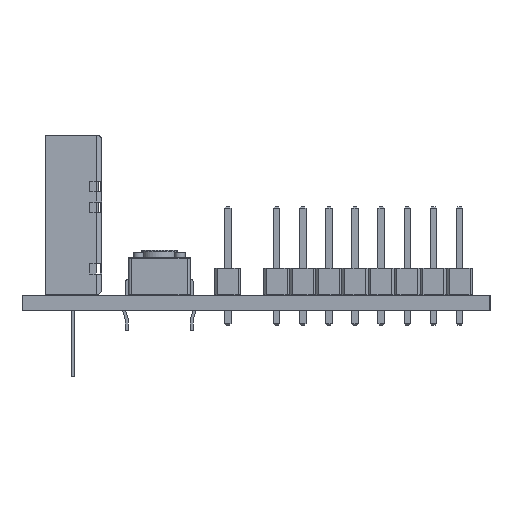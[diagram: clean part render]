
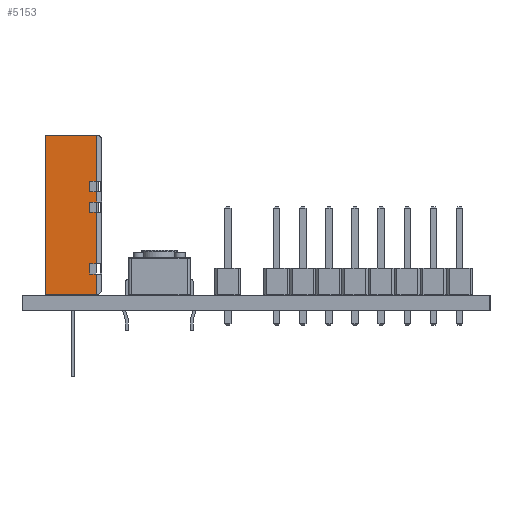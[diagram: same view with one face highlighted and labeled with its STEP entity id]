
A CAD part, left-side view. The second image highlights one B-rep face of the part: STEP entity #5153.
In plain terms, the highlighted face is planar.
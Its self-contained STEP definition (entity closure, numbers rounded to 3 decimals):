
#5009 = EDGE_CURVE('',#5010,#5012,#5014,.T.);
#5010 = VERTEX_POINT('',#5011);
#5011 = CARTESIAN_POINT('',(-2.25,2.19,0.));
#5012 = VERTEX_POINT('',#5013);
#5013 = CARTESIAN_POINT('',(2.75,2.19,0.));
#5014 = LINE('',#5015,#5016);
#5015 = CARTESIAN_POINT('',(-2.75,2.19,0.));
#5016 = VECTOR('',#5017,1.);
#5017 = DIRECTION('',(1.,0.,0.));
#5153 = ADVANCED_FACE('',(#5154),#5323,.T.);
#5154 = FACE_BOUND('',#5155,.T.);
#5155 = EDGE_LOOP('',(#5156,#5157,#5165,#5173,#5181,#5189,#5197,#5205,
    #5213,#5221,#5229,#5237,#5245,#5253,#5261,#5269,#5277,#5285,#5293,
    #5301,#5309,#5317));
#5156 = ORIENTED_EDGE('',*,*,#5009,.F.);
#5157 = ORIENTED_EDGE('',*,*,#5158,.T.);
#5158 = EDGE_CURVE('',#5010,#5159,#5161,.T.);
#5159 = VERTEX_POINT('',#5160);
#5160 = CARTESIAN_POINT('',(-2.25,2.19,2.));
#5161 = LINE('',#5162,#5163);
#5162 = CARTESIAN_POINT('',(-2.25,2.19,0.));
#5163 = VECTOR('',#5164,1.);
#5164 = DIRECTION('',(0.,0.,1.));
#5165 = ORIENTED_EDGE('',*,*,#5166,.T.);
#5166 = EDGE_CURVE('',#5159,#5167,#5169,.T.);
#5167 = VERTEX_POINT('',#5168);
#5168 = CARTESIAN_POINT('',(-2.1,2.19,2.));
#5169 = LINE('',#5170,#5171);
#5170 = CARTESIAN_POINT('',(-2.675,2.19,2.));
#5171 = VECTOR('',#5172,1.);
#5172 = DIRECTION('',(1.,0.,0.));
#5173 = ORIENTED_EDGE('',*,*,#5174,.T.);
#5174 = EDGE_CURVE('',#5167,#5175,#5177,.T.);
#5175 = VERTEX_POINT('',#5176);
#5176 = CARTESIAN_POINT('',(-1.6,2.19,2.));
#5177 = LINE('',#5178,#5179);
#5178 = CARTESIAN_POINT('',(-2.675,2.19,2.));
#5179 = VECTOR('',#5180,1.);
#5180 = DIRECTION('',(1.,0.,0.));
#5181 = ORIENTED_EDGE('',*,*,#5182,.F.);
#5182 = EDGE_CURVE('',#5183,#5175,#5185,.T.);
#5183 = VERTEX_POINT('',#5184);
#5184 = CARTESIAN_POINT('',(-1.6,2.19,3.));
#5185 = LINE('',#5186,#5187);
#5186 = CARTESIAN_POINT('',(-1.6,2.19,1.));
#5187 = VECTOR('',#5188,1.);
#5188 = DIRECTION('',(0.,0.,-1.));
#5189 = ORIENTED_EDGE('',*,*,#5190,.F.);
#5190 = EDGE_CURVE('',#5191,#5183,#5193,.T.);
#5191 = VERTEX_POINT('',#5192);
#5192 = CARTESIAN_POINT('',(-2.1,2.19,3.));
#5193 = LINE('',#5194,#5195);
#5194 = CARTESIAN_POINT('',(-2.675,2.19,3.));
#5195 = VECTOR('',#5196,1.);
#5196 = DIRECTION('',(1.,0.,0.));
#5197 = ORIENTED_EDGE('',*,*,#5198,.F.);
#5198 = EDGE_CURVE('',#5199,#5191,#5201,.T.);
#5199 = VERTEX_POINT('',#5200);
#5200 = CARTESIAN_POINT('',(-2.25,2.19,3.));
#5201 = LINE('',#5202,#5203);
#5202 = CARTESIAN_POINT('',(-2.675,2.19,3.));
#5203 = VECTOR('',#5204,1.);
#5204 = DIRECTION('',(1.,0.,0.));
#5205 = ORIENTED_EDGE('',*,*,#5206,.T.);
#5206 = EDGE_CURVE('',#5199,#5207,#5209,.T.);
#5207 = VERTEX_POINT('',#5208);
#5208 = CARTESIAN_POINT('',(-2.25,2.19,8.));
#5209 = LINE('',#5210,#5211);
#5210 = CARTESIAN_POINT('',(-2.25,2.19,0.));
#5211 = VECTOR('',#5212,1.);
#5212 = DIRECTION('',(0.,0.,1.));
#5213 = ORIENTED_EDGE('',*,*,#5214,.T.);
#5214 = EDGE_CURVE('',#5207,#5215,#5217,.T.);
#5215 = VERTEX_POINT('',#5216);
#5216 = CARTESIAN_POINT('',(-2.1,2.19,8.));
#5217 = LINE('',#5218,#5219);
#5218 = CARTESIAN_POINT('',(-2.675,2.19,8.));
#5219 = VECTOR('',#5220,1.);
#5220 = DIRECTION('',(1.,0.,0.));
#5221 = ORIENTED_EDGE('',*,*,#5222,.T.);
#5222 = EDGE_CURVE('',#5215,#5223,#5225,.T.);
#5223 = VERTEX_POINT('',#5224);
#5224 = CARTESIAN_POINT('',(-1.6,2.19,8.));
#5225 = LINE('',#5226,#5227);
#5226 = CARTESIAN_POINT('',(-2.675,2.19,8.));
#5227 = VECTOR('',#5228,1.);
#5228 = DIRECTION('',(1.,0.,0.));
#5229 = ORIENTED_EDGE('',*,*,#5230,.F.);
#5230 = EDGE_CURVE('',#5231,#5223,#5233,.T.);
#5231 = VERTEX_POINT('',#5232);
#5232 = CARTESIAN_POINT('',(-1.6,2.19,9.));
#5233 = LINE('',#5234,#5235);
#5234 = CARTESIAN_POINT('',(-1.6,2.19,4.));
#5235 = VECTOR('',#5236,1.);
#5236 = DIRECTION('',(0.,0.,-1.));
#5237 = ORIENTED_EDGE('',*,*,#5238,.F.);
#5238 = EDGE_CURVE('',#5239,#5231,#5241,.T.);
#5239 = VERTEX_POINT('',#5240);
#5240 = CARTESIAN_POINT('',(-2.1,2.19,9.));
#5241 = LINE('',#5242,#5243);
#5242 = CARTESIAN_POINT('',(-2.675,2.19,9.));
#5243 = VECTOR('',#5244,1.);
#5244 = DIRECTION('',(1.,0.,0.));
#5245 = ORIENTED_EDGE('',*,*,#5246,.F.);
#5246 = EDGE_CURVE('',#5247,#5239,#5249,.T.);
#5247 = VERTEX_POINT('',#5248);
#5248 = CARTESIAN_POINT('',(-2.25,2.19,9.));
#5249 = LINE('',#5250,#5251);
#5250 = CARTESIAN_POINT('',(-2.675,2.19,9.));
#5251 = VECTOR('',#5252,1.);
#5252 = DIRECTION('',(1.,0.,0.));
#5253 = ORIENTED_EDGE('',*,*,#5254,.T.);
#5254 = EDGE_CURVE('',#5247,#5255,#5257,.T.);
#5255 = VERTEX_POINT('',#5256);
#5256 = CARTESIAN_POINT('',(-2.25,2.19,10.));
#5257 = LINE('',#5258,#5259);
#5258 = CARTESIAN_POINT('',(-2.25,2.19,0.));
#5259 = VECTOR('',#5260,1.);
#5260 = DIRECTION('',(0.,0.,1.));
#5261 = ORIENTED_EDGE('',*,*,#5262,.T.);
#5262 = EDGE_CURVE('',#5255,#5263,#5265,.T.);
#5263 = VERTEX_POINT('',#5264);
#5264 = CARTESIAN_POINT('',(-2.1,2.19,10.));
#5265 = LINE('',#5266,#5267);
#5266 = CARTESIAN_POINT('',(-2.675,2.19,10.));
#5267 = VECTOR('',#5268,1.);
#5268 = DIRECTION('',(1.,0.,0.));
#5269 = ORIENTED_EDGE('',*,*,#5270,.T.);
#5270 = EDGE_CURVE('',#5263,#5271,#5273,.T.);
#5271 = VERTEX_POINT('',#5272);
#5272 = CARTESIAN_POINT('',(-1.6,2.19,10.));
#5273 = LINE('',#5274,#5275);
#5274 = CARTESIAN_POINT('',(-2.675,2.19,10.));
#5275 = VECTOR('',#5276,1.);
#5276 = DIRECTION('',(1.,0.,0.));
#5277 = ORIENTED_EDGE('',*,*,#5278,.F.);
#5278 = EDGE_CURVE('',#5279,#5271,#5281,.T.);
#5279 = VERTEX_POINT('',#5280);
#5280 = CARTESIAN_POINT('',(-1.6,2.19,11.));
#5281 = LINE('',#5282,#5283);
#5282 = CARTESIAN_POINT('',(-1.6,2.19,5.));
#5283 = VECTOR('',#5284,1.);
#5284 = DIRECTION('',(0.,0.,-1.));
#5285 = ORIENTED_EDGE('',*,*,#5286,.F.);
#5286 = EDGE_CURVE('',#5287,#5279,#5289,.T.);
#5287 = VERTEX_POINT('',#5288);
#5288 = CARTESIAN_POINT('',(-2.1,2.19,11.));
#5289 = LINE('',#5290,#5291);
#5290 = CARTESIAN_POINT('',(-2.675,2.19,11.));
#5291 = VECTOR('',#5292,1.);
#5292 = DIRECTION('',(1.,0.,0.));
#5293 = ORIENTED_EDGE('',*,*,#5294,.F.);
#5294 = EDGE_CURVE('',#5295,#5287,#5297,.T.);
#5295 = VERTEX_POINT('',#5296);
#5296 = CARTESIAN_POINT('',(-2.25,2.19,11.));
#5297 = LINE('',#5298,#5299);
#5298 = CARTESIAN_POINT('',(-2.675,2.19,11.));
#5299 = VECTOR('',#5300,1.);
#5300 = DIRECTION('',(1.,0.,0.));
#5301 = ORIENTED_EDGE('',*,*,#5302,.T.);
#5302 = EDGE_CURVE('',#5295,#5303,#5305,.T.);
#5303 = VERTEX_POINT('',#5304);
#5304 = CARTESIAN_POINT('',(-2.25,2.19,15.5));
#5305 = LINE('',#5306,#5307);
#5306 = CARTESIAN_POINT('',(-2.25,2.19,0.));
#5307 = VECTOR('',#5308,1.);
#5308 = DIRECTION('',(0.,0.,1.));
#5309 = ORIENTED_EDGE('',*,*,#5310,.T.);
#5310 = EDGE_CURVE('',#5303,#5311,#5313,.T.);
#5311 = VERTEX_POINT('',#5312);
#5312 = CARTESIAN_POINT('',(2.75,2.19,15.5));
#5313 = LINE('',#5314,#5315);
#5314 = CARTESIAN_POINT('',(-2.75,2.19,15.5));
#5315 = VECTOR('',#5316,1.);
#5316 = DIRECTION('',(1.,0.,0.));
#5317 = ORIENTED_EDGE('',*,*,#5318,.F.);
#5318 = EDGE_CURVE('',#5012,#5311,#5319,.T.);
#5319 = LINE('',#5320,#5321);
#5320 = CARTESIAN_POINT('',(2.75,2.19,0.));
#5321 = VECTOR('',#5322,1.);
#5322 = DIRECTION('',(0.,0.,1.));
#5323 = PLANE('',#5324);
#5324 = AXIS2_PLACEMENT_3D('',#5325,#5326,#5327);
#5325 = CARTESIAN_POINT('',(-2.75,2.19,0.));
#5326 = DIRECTION('',(0.,1.,0.));
#5327 = DIRECTION('',(1.,0.,0.));
